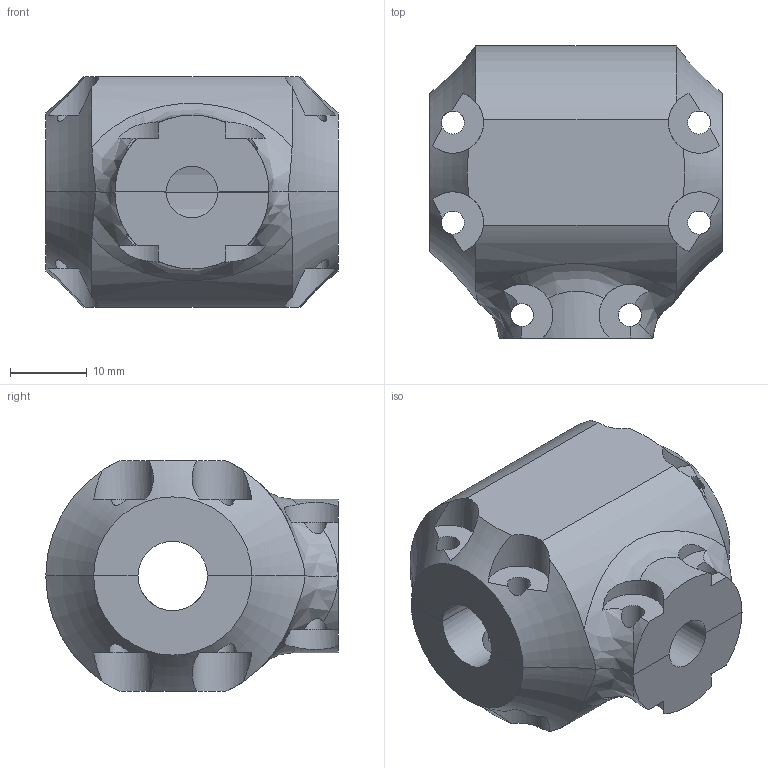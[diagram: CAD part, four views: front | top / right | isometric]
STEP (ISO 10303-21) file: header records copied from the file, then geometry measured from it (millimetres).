
FILE_DESCRIPTION(/* description */ (''),/* implementation_level */ '2;1');
FILE_NAME(/* name */ 'Differential Holder.step',/* time_stamp */ '2025-04-17T17:00:46-04:00',/* author */ (''),/* organization */ (''),/* preprocessor_version */ 'ST-DEVELOPER v20.1',/* originating_system */ 'Autodesk Translation Framework v14.4.0.0',/* authorisation */ '');
FILE_SCHEMA (('AUTOMOTIVE_DESIGN { 1 0 10303 214 3 1 1 }'));
Length unit declared in the file: millimetre
Products named in the file (4): Naprava v1; Transmission; Lower case; Upper case
Assembly tree (3 placements, depth 3):
  Naprava v1
    Transmission
      Lower case
      Upper case
Bounding box: 38 x 38 x 30 mm (x, y, z)
Volume: 17294.8 mm3; surface area: 10596.6 mm2
Topology: 2 solids, 2 shells, 110 faces, 342 edges, 230 vertices
Faces by surface type: cylinder 58, plane 46, torus 4, bspline 2
Full cylindrical faces by diameter (mm): 3 x14, 3.5 x4, 5.5 x2
Entity records: 4987 total; most frequent: CARTESIAN_POINT 1877, ORIENTED_EDGE 684, DIRECTION 582, EDGE_CURVE 342, AXIS2_PLACEMENT_3D 238, VERTEX_POINT 230, EDGE_LOOP 132, CIRCLE 122
